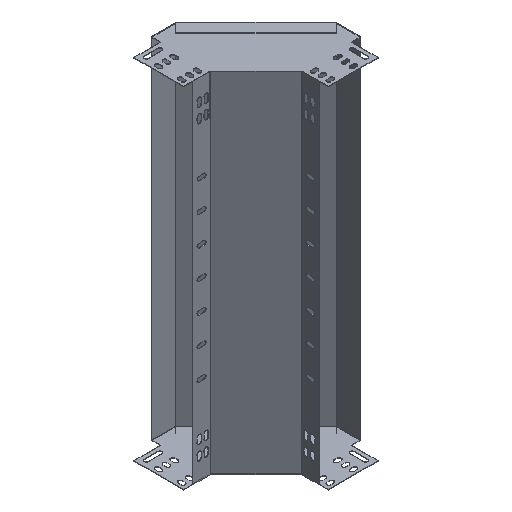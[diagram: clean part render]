
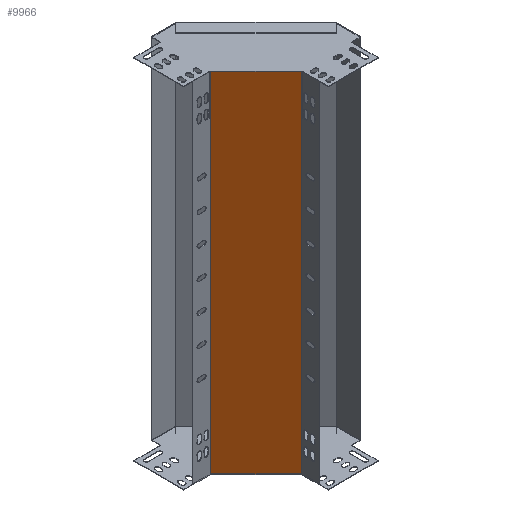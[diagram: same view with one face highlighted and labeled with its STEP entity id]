
A CAD part, isometric view. The second image highlights one B-rep face of the part: STEP entity #9966.
In plain terms, the highlighted planar face has unit normal (-0.707, -0.707, 0).
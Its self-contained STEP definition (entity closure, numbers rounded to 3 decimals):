
#43 = CARTESIAN_POINT ( 'NONE',  ( -11.442, -39.734, -179.171 ) ) ;
#95 = LINE ( 'NONE', #6041, #3777 ) ;
#121 = PLANE ( 'NONE',  #7917 ) ;
#174 = LINE ( 'NONE', #9558, #10057 ) ;
#489 = CARTESIAN_POINT ( 'NONE',  ( -11.442, -39.734, 420.829 ) ) ;
#558 = CARTESIAN_POINT ( 'NONE',  ( 27.979, -79.156, -179.171 ) ) ;
#677 = EDGE_CURVE ( 'NONE', #5088, #6286, #174, .T. ) ;
#732 = VECTOR ( 'NONE', #1310, 1000. ) ;
#780 = LINE ( 'NONE', #558, #4712 ) ;
#824 = EDGE_CURVE ( 'NONE', #6286, #1614, #780, .T. ) ;
#889 = DIRECTION ( 'NONE',  ( -0.707, -0.707, 0. ) ) ;
#1006 = DIRECTION ( 'NONE',  ( 0., 0., -1. ) ) ;
#1310 = DIRECTION ( 'NONE',  ( 0., 0., -1. ) ) ;
#1614 = VERTEX_POINT ( 'NONE', #43 ) ;
#1703 = LINE ( 'NONE', #5117, #9489 ) ;
#1968 = FACE_OUTER_BOUND ( 'NONE', #6002, .T. ) ;
#1985 = CARTESIAN_POINT ( 'NONE',  ( 27.979, -79.156, -179.171 ) ) ;
#2314 = CARTESIAN_POINT ( 'NONE',  ( -50.86, -0.316, -179.171 ) ) ;
#2375 = VERTEX_POINT ( 'NONE', #489 ) ;
#2926 = DIRECTION ( 'NONE',  ( -0.707, 0.707, 0. ) ) ;
#3581 = CARTESIAN_POINT ( 'NONE',  ( 27.976, -79.153, 420.829 ) ) ;
#3705 = EDGE_CURVE ( 'NONE', #5088, #2375, #1703, .T. ) ;
#3777 = VECTOR ( 'NONE', #2926, 1000. ) ;
#4179 = ORIENTED_EDGE ( 'NONE', *, *, #9653, .T. ) ;
#4712 = VECTOR ( 'NONE', #6045, 1000. ) ;
#4751 = ORIENTED_EDGE ( 'NONE', *, *, #8583, .T. ) ;
#4806 = CARTESIAN_POINT ( 'NONE',  ( 27.979, -79.156, 420.829 ) ) ;
#5088 = VERTEX_POINT ( 'NONE', #3581 ) ;
#5117 = CARTESIAN_POINT ( 'NONE',  ( 27.979, -79.156, 420.829 ) ) ;
#5131 = ORIENTED_EDGE ( 'NONE', *, *, #3705, .T. ) ;
#5710 = ORIENTED_EDGE ( 'NONE', *, *, #677, .F. ) ;
#5812 = VERTEX_POINT ( 'NONE', #8496 ) ;
#6002 = EDGE_LOOP ( 'NONE', ( #9596, #5710, #5131, #8737, #4179, #4751 ) ) ;
#6018 = CARTESIAN_POINT ( 'NONE',  ( -50.86, -0.316, 420.829 ) ) ;
#6041 = CARTESIAN_POINT ( 'NONE',  ( -50.86, -0.316, 420.829 ) ) ;
#6045 = DIRECTION ( 'NONE',  ( -0.707, 0.707, 0. ) ) ;
#6286 = VERTEX_POINT ( 'NONE', #9060 ) ;
#6385 = DIRECTION ( 'NONE',  ( 0.707, -0.707, 0. ) ) ;
#6754 = LINE ( 'NONE', #6018, #732 ) ;
#7434 = EDGE_CURVE ( 'NONE', #2375, #5812, #95, .T. ) ;
#7469 = DIRECTION ( 'NONE',  ( 0.707, -0.707, 0. ) ) ;
#7547 = LINE ( 'NONE', #1985, #9327 ) ;
#7710 = VERTEX_POINT ( 'NONE', #2314 ) ;
#7917 = AXIS2_PLACEMENT_3D ( 'NONE', #4806, #889, #6385 ) ;
#8195 = DIRECTION ( 'NONE',  ( -0.707, 0.707, 0. ) ) ;
#8496 = CARTESIAN_POINT ( 'NONE',  ( -50.86, -0.316, 420.829 ) ) ;
#8583 = EDGE_CURVE ( 'NONE', #7710, #1614, #7547, .T. ) ;
#8737 = ORIENTED_EDGE ( 'NONE', *, *, #7434, .T. ) ;
#9060 = CARTESIAN_POINT ( 'NONE',  ( 27.976, -79.153, -179.171 ) ) ;
#9327 = VECTOR ( 'NONE', #7469, 1000. ) ;
#9489 = VECTOR ( 'NONE', #8195, 1000. ) ;
#9558 = CARTESIAN_POINT ( 'NONE',  ( 27.976, -79.153, 420.829 ) ) ;
#9596 = ORIENTED_EDGE ( 'NONE', *, *, #824, .F. ) ;
#9653 = EDGE_CURVE ( 'NONE', #5812, #7710, #6754, .T. ) ;
#9966 = ADVANCED_FACE ( 'NONE', ( #1968 ), #121, .T. ) ;
#10057 = VECTOR ( 'NONE', #1006, 1000. ) ;
